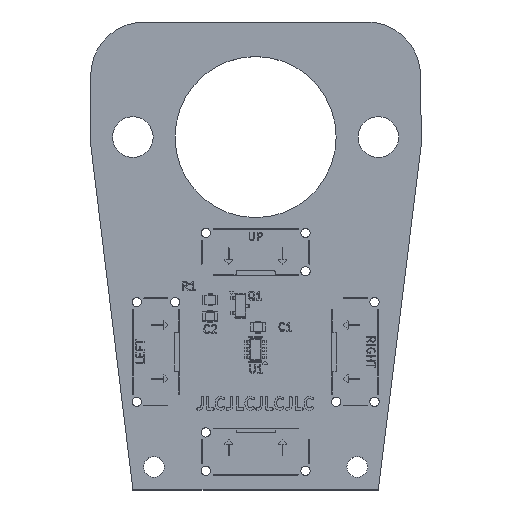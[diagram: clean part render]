
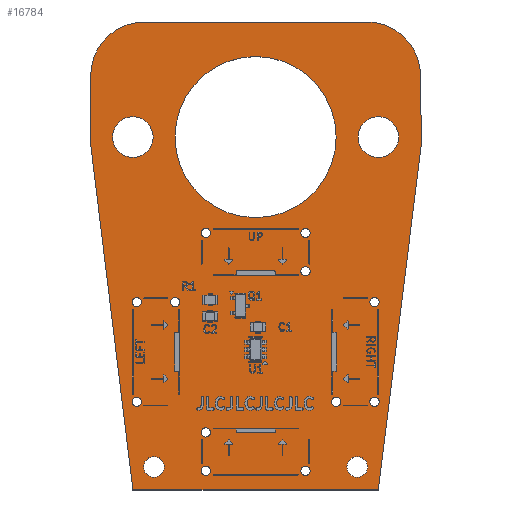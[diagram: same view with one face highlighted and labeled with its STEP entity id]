
A CAD part, top view. The second image highlights one B-rep face of the part: STEP entity #16784.
In plain terms, the highlighted planar face has unit normal (0, 0, 1).
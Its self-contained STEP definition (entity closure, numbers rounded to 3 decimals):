
#16450 = VERTEX_POINT('',#16451);
#16451 = CARTESIAN_POINT('',(114.5,-35.,1.51));
#16457 = EDGE_CURVE('',#16450,#16458,#16460,.T.);
#16458 = VERTEX_POINT('',#16459);
#16459 = CARTESIAN_POINT('',(121.5,-42.,1.51));
#16460 = CIRCLE('',#16461,7.);
#16461 = AXIS2_PLACEMENT_3D('',#16462,#16463,#16464);
#16462 = CARTESIAN_POINT('',(114.5,-42.,1.51));
#16463 = DIRECTION('',(0.,0.,-1.));
#16464 = DIRECTION('',(0.,1.,0.));
#16492 = VERTEX_POINT('',#16493);
#16493 = CARTESIAN_POINT('',(85.5,-35.,1.51));
#16499 = EDGE_CURVE('',#16492,#16450,#16500,.T.);
#16500 = LINE('',#16501,#16502);
#16501 = CARTESIAN_POINT('',(85.5,-35.,1.51));
#16502 = VECTOR('',#16503,1.);
#16503 = DIRECTION('',(1.,0.,0.));
#16521 = EDGE_CURVE('',#16458,#16522,#16524,.T.);
#16522 = VERTEX_POINT('',#16523);
#16523 = CARTESIAN_POINT('',(121.602,-50.999,1.51));
#16524 = LINE('',#16525,#16526);
#16525 = CARTESIAN_POINT('',(121.5,-42.,1.51));
#16526 = VECTOR('',#16527,1.);
#16527 = DIRECTION('',(0.011,-1.,0.));
#16784 = ADVANCED_FACE('',(#16785,#16829,#16840,#16851,#16862,#16873,
    #16884,#16895,#16906,#16917,#16928,#16939,#16950,#16961,#16972,
    #16983,#16994,#17005),#17016,.T.);
#16785 = FACE_BOUND('',#16786,.T.);
#16786 = EDGE_LOOP('',(#16787,#16788,#16789,#16798,#16806,#16814,#16822,
    #16828));
#16787 = ORIENTED_EDGE('',*,*,#16457,.F.);
#16788 = ORIENTED_EDGE('',*,*,#16499,.F.);
#16789 = ORIENTED_EDGE('',*,*,#16790,.F.);
#16790 = EDGE_CURVE('',#16791,#16492,#16793,.T.);
#16791 = VERTEX_POINT('',#16792);
#16792 = CARTESIAN_POINT('',(78.5,-42.,1.51));
#16793 = CIRCLE('',#16794,7.);
#16794 = AXIS2_PLACEMENT_3D('',#16795,#16796,#16797);
#16795 = CARTESIAN_POINT('',(85.5,-42.,1.51));
#16796 = DIRECTION('',(0.,0.,-1.));
#16797 = DIRECTION('',(-1.,0.,0.));
#16798 = ORIENTED_EDGE('',*,*,#16799,.F.);
#16799 = EDGE_CURVE('',#16800,#16791,#16802,.T.);
#16800 = VERTEX_POINT('',#16801);
#16801 = CARTESIAN_POINT('',(78.5,-51.,1.51));
#16802 = LINE('',#16803,#16804);
#16803 = CARTESIAN_POINT('',(78.5,-51.,1.51));
#16804 = VECTOR('',#16805,1.);
#16805 = DIRECTION('',(0.,1.,0.));
#16806 = ORIENTED_EDGE('',*,*,#16807,.F.);
#16807 = EDGE_CURVE('',#16808,#16800,#16810,.T.);
#16808 = VERTEX_POINT('',#16809);
#16809 = CARTESIAN_POINT('',(84.,-96.,1.51));
#16810 = LINE('',#16811,#16812);
#16811 = CARTESIAN_POINT('',(84.,-96.,1.51));
#16812 = VECTOR('',#16813,1.);
#16813 = DIRECTION('',(-0.121,0.993,0.));
#16814 = ORIENTED_EDGE('',*,*,#16815,.F.);
#16815 = EDGE_CURVE('',#16816,#16808,#16818,.T.);
#16816 = VERTEX_POINT('',#16817);
#16817 = CARTESIAN_POINT('',(116.,-96.,1.51));
#16818 = LINE('',#16819,#16820);
#16819 = CARTESIAN_POINT('',(116.,-96.,1.51));
#16820 = VECTOR('',#16821,1.);
#16821 = DIRECTION('',(-1.,0.,0.));
#16822 = ORIENTED_EDGE('',*,*,#16823,.F.);
#16823 = EDGE_CURVE('',#16522,#16816,#16824,.T.);
#16824 = LINE('',#16825,#16826);
#16825 = CARTESIAN_POINT('',(121.602,-50.999,1.51));
#16826 = VECTOR('',#16827,1.);
#16827 = DIRECTION('',(-0.124,-0.992,0.));
#16828 = ORIENTED_EDGE('',*,*,#16521,.F.);
#16829 = FACE_BOUND('',#16830,.T.);
#16830 = EDGE_LOOP('',(#16831));
#16831 = ORIENTED_EDGE('',*,*,#16832,.T.);
#16832 = EDGE_CURVE('',#16833,#16833,#16835,.T.);
#16833 = VERTEX_POINT('',#16834);
#16834 = CARTESIAN_POINT('',(86.75,-94.35,1.51));
#16835 = CIRCLE('',#16836,1.35);
#16836 = AXIS2_PLACEMENT_3D('',#16837,#16838,#16839);
#16837 = CARTESIAN_POINT('',(86.75,-93.,1.51));
#16838 = DIRECTION('',(-0.,0.,-1.));
#16839 = DIRECTION('',(-0.,-1.,0.));
#16840 = FACE_BOUND('',#16841,.T.);
#16841 = EDGE_LOOP('',(#16842));
#16842 = ORIENTED_EDGE('',*,*,#16843,.T.);
#16843 = EDGE_CURVE('',#16844,#16844,#16846,.T.);
#16844 = VERTEX_POINT('',#16845);
#16845 = CARTESIAN_POINT('',(84.5,-85.1,1.51));
#16846 = CIRCLE('',#16847,0.6);
#16847 = AXIS2_PLACEMENT_3D('',#16848,#16849,#16850);
#16848 = CARTESIAN_POINT('',(84.5,-84.5,1.51));
#16849 = DIRECTION('',(-0.,0.,-1.));
#16850 = DIRECTION('',(-0.,-1.,0.));
#16851 = FACE_BOUND('',#16852,.T.);
#16852 = EDGE_LOOP('',(#16853));
#16853 = ORIENTED_EDGE('',*,*,#16854,.T.);
#16854 = EDGE_CURVE('',#16855,#16855,#16857,.T.);
#16855 = VERTEX_POINT('',#16856);
#16856 = CARTESIAN_POINT('',(93.5,-94.1,1.51));
#16857 = CIRCLE('',#16858,0.6);
#16858 = AXIS2_PLACEMENT_3D('',#16859,#16860,#16861);
#16859 = CARTESIAN_POINT('',(93.5,-93.5,1.51));
#16860 = DIRECTION('',(-0.,0.,-1.));
#16861 = DIRECTION('',(-0.,-1.,0.));
#16862 = FACE_BOUND('',#16863,.T.);
#16863 = EDGE_LOOP('',(#16864));
#16864 = ORIENTED_EDGE('',*,*,#16865,.T.);
#16865 = EDGE_CURVE('',#16866,#16866,#16868,.T.);
#16866 = VERTEX_POINT('',#16867);
#16867 = CARTESIAN_POINT('',(93.5,-89.1,1.51));
#16868 = CIRCLE('',#16869,0.6);
#16869 = AXIS2_PLACEMENT_3D('',#16870,#16871,#16872);
#16870 = CARTESIAN_POINT('',(93.5,-88.5,1.51));
#16871 = DIRECTION('',(-0.,0.,-1.));
#16872 = DIRECTION('',(-0.,-1.,0.));
#16873 = FACE_BOUND('',#16874,.T.);
#16874 = EDGE_LOOP('',(#16875));
#16875 = ORIENTED_EDGE('',*,*,#16876,.T.);
#16876 = EDGE_CURVE('',#16877,#16877,#16879,.T.);
#16877 = VERTEX_POINT('',#16878);
#16878 = CARTESIAN_POINT('',(84.5,-72.1,1.51));
#16879 = CIRCLE('',#16880,0.6);
#16880 = AXIS2_PLACEMENT_3D('',#16881,#16882,#16883);
#16881 = CARTESIAN_POINT('',(84.5,-71.5,1.51));
#16882 = DIRECTION('',(-0.,0.,-1.));
#16883 = DIRECTION('',(-0.,-1.,0.));
#16884 = FACE_BOUND('',#16885,.T.);
#16885 = EDGE_LOOP('',(#16886));
#16886 = ORIENTED_EDGE('',*,*,#16887,.T.);
#16887 = EDGE_CURVE('',#16888,#16888,#16890,.T.);
#16888 = VERTEX_POINT('',#16889);
#16889 = CARTESIAN_POINT('',(89.5,-72.1,1.51));
#16890 = CIRCLE('',#16891,0.6);
#16891 = AXIS2_PLACEMENT_3D('',#16892,#16893,#16894);
#16892 = CARTESIAN_POINT('',(89.5,-71.5,1.51));
#16893 = DIRECTION('',(-0.,0.,-1.));
#16894 = DIRECTION('',(-0.,-1.,0.));
#16895 = FACE_BOUND('',#16896,.T.);
#16896 = EDGE_LOOP('',(#16897));
#16897 = ORIENTED_EDGE('',*,*,#16898,.T.);
#16898 = EDGE_CURVE('',#16899,#16899,#16901,.T.);
#16899 = VERTEX_POINT('',#16900);
#16900 = CARTESIAN_POINT('',(106.5,-94.1,1.51));
#16901 = CIRCLE('',#16902,0.6);
#16902 = AXIS2_PLACEMENT_3D('',#16903,#16904,#16905);
#16903 = CARTESIAN_POINT('',(106.5,-93.5,1.51));
#16904 = DIRECTION('',(-0.,0.,-1.));
#16905 = DIRECTION('',(-0.,-1.,0.));
#16906 = FACE_BOUND('',#16907,.T.);
#16907 = EDGE_LOOP('',(#16908));
#16908 = ORIENTED_EDGE('',*,*,#16909,.T.);
#16909 = EDGE_CURVE('',#16910,#16910,#16912,.T.);
#16910 = VERTEX_POINT('',#16911);
#16911 = CARTESIAN_POINT('',(113.25,-94.35,1.51));
#16912 = CIRCLE('',#16913,1.35);
#16913 = AXIS2_PLACEMENT_3D('',#16914,#16915,#16916);
#16914 = CARTESIAN_POINT('',(113.25,-93.,1.51));
#16915 = DIRECTION('',(-0.,0.,-1.));
#16916 = DIRECTION('',(-0.,-1.,0.));
#16917 = FACE_BOUND('',#16918,.T.);
#16918 = EDGE_LOOP('',(#16919));
#16919 = ORIENTED_EDGE('',*,*,#16920,.T.);
#16920 = EDGE_CURVE('',#16921,#16921,#16923,.T.);
#16921 = VERTEX_POINT('',#16922);
#16922 = CARTESIAN_POINT('',(110.5,-85.1,1.51));
#16923 = CIRCLE('',#16924,0.6);
#16924 = AXIS2_PLACEMENT_3D('',#16925,#16926,#16927);
#16925 = CARTESIAN_POINT('',(110.5,-84.5,1.51));
#16926 = DIRECTION('',(-0.,0.,-1.));
#16927 = DIRECTION('',(-0.,-1.,0.));
#16928 = FACE_BOUND('',#16929,.T.);
#16929 = EDGE_LOOP('',(#16930));
#16930 = ORIENTED_EDGE('',*,*,#16931,.T.);
#16931 = EDGE_CURVE('',#16932,#16932,#16934,.T.);
#16932 = VERTEX_POINT('',#16933);
#16933 = CARTESIAN_POINT('',(115.5,-85.1,1.51));
#16934 = CIRCLE('',#16935,0.6);
#16935 = AXIS2_PLACEMENT_3D('',#16936,#16937,#16938);
#16936 = CARTESIAN_POINT('',(115.5,-84.5,1.51));
#16937 = DIRECTION('',(-0.,0.,-1.));
#16938 = DIRECTION('',(-0.,-1.,0.));
#16939 = FACE_BOUND('',#16940,.T.);
#16940 = EDGE_LOOP('',(#16941));
#16941 = ORIENTED_EDGE('',*,*,#16942,.T.);
#16942 = EDGE_CURVE('',#16943,#16943,#16945,.T.);
#16943 = VERTEX_POINT('',#16944);
#16944 = CARTESIAN_POINT('',(106.5,-68.1,1.51));
#16945 = CIRCLE('',#16946,0.6);
#16946 = AXIS2_PLACEMENT_3D('',#16947,#16948,#16949);
#16947 = CARTESIAN_POINT('',(106.5,-67.5,1.51));
#16948 = DIRECTION('',(-0.,0.,-1.));
#16949 = DIRECTION('',(-0.,-1.,0.));
#16950 = FACE_BOUND('',#16951,.T.);
#16951 = EDGE_LOOP('',(#16952));
#16952 = ORIENTED_EDGE('',*,*,#16953,.T.);
#16953 = EDGE_CURVE('',#16954,#16954,#16956,.T.);
#16954 = VERTEX_POINT('',#16955);
#16955 = CARTESIAN_POINT('',(115.5,-72.1,1.51));
#16956 = CIRCLE('',#16957,0.6);
#16957 = AXIS2_PLACEMENT_3D('',#16958,#16959,#16960);
#16958 = CARTESIAN_POINT('',(115.5,-71.5,1.51));
#16959 = DIRECTION('',(-0.,0.,-1.));
#16960 = DIRECTION('',(-0.,-1.,0.));
#16961 = FACE_BOUND('',#16962,.T.);
#16962 = EDGE_LOOP('',(#16963));
#16963 = ORIENTED_EDGE('',*,*,#16964,.T.);
#16964 = EDGE_CURVE('',#16965,#16965,#16967,.T.);
#16965 = VERTEX_POINT('',#16966);
#16966 = CARTESIAN_POINT('',(93.5,-63.1,1.51));
#16967 = CIRCLE('',#16968,0.6);
#16968 = AXIS2_PLACEMENT_3D('',#16969,#16970,#16971);
#16969 = CARTESIAN_POINT('',(93.5,-62.5,1.51));
#16970 = DIRECTION('',(-0.,0.,-1.));
#16971 = DIRECTION('',(-0.,-1.,0.));
#16972 = FACE_BOUND('',#16973,.T.);
#16973 = EDGE_LOOP('',(#16974));
#16974 = ORIENTED_EDGE('',*,*,#16975,.T.);
#16975 = EDGE_CURVE('',#16976,#16976,#16978,.T.);
#16976 = VERTEX_POINT('',#16977);
#16977 = CARTESIAN_POINT('',(84.,-52.65,1.51));
#16978 = CIRCLE('',#16979,2.65);
#16979 = AXIS2_PLACEMENT_3D('',#16980,#16981,#16982);
#16980 = CARTESIAN_POINT('',(84.,-50.,1.51));
#16981 = DIRECTION('',(-0.,0.,-1.));
#16982 = DIRECTION('',(-0.,-1.,0.));
#16983 = FACE_BOUND('',#16984,.T.);
#16984 = EDGE_LOOP('',(#16985));
#16985 = ORIENTED_EDGE('',*,*,#16986,.F.);
#16986 = EDGE_CURVE('',#16987,#16987,#16989,.T.);
#16987 = VERTEX_POINT('',#16988);
#16988 = CARTESIAN_POINT('',(110.5,-50.,1.51));
#16989 = CIRCLE('',#16990,10.5);
#16990 = AXIS2_PLACEMENT_3D('',#16991,#16992,#16993);
#16991 = CARTESIAN_POINT('',(100.,-50.,1.51));
#16992 = DIRECTION('',(0.,0.,1.));
#16993 = DIRECTION('',(1.,0.,-0.));
#16994 = FACE_BOUND('',#16995,.T.);
#16995 = EDGE_LOOP('',(#16996));
#16996 = ORIENTED_EDGE('',*,*,#16997,.T.);
#16997 = EDGE_CURVE('',#16998,#16998,#17000,.T.);
#16998 = VERTEX_POINT('',#16999);
#16999 = CARTESIAN_POINT('',(106.5,-63.1,1.51));
#17000 = CIRCLE('',#17001,0.6);
#17001 = AXIS2_PLACEMENT_3D('',#17002,#17003,#17004);
#17002 = CARTESIAN_POINT('',(106.5,-62.5,1.51));
#17003 = DIRECTION('',(-0.,0.,-1.));
#17004 = DIRECTION('',(-0.,-1.,0.));
#17005 = FACE_BOUND('',#17006,.T.);
#17006 = EDGE_LOOP('',(#17007));
#17007 = ORIENTED_EDGE('',*,*,#17008,.T.);
#17008 = EDGE_CURVE('',#17009,#17009,#17011,.T.);
#17009 = VERTEX_POINT('',#17010);
#17010 = CARTESIAN_POINT('',(116.,-52.65,1.51));
#17011 = CIRCLE('',#17012,2.65);
#17012 = AXIS2_PLACEMENT_3D('',#17013,#17014,#17015);
#17013 = CARTESIAN_POINT('',(116.,-50.,1.51));
#17014 = DIRECTION('',(-0.,0.,-1.));
#17015 = DIRECTION('',(-0.,-1.,0.));
#17016 = PLANE('',#17017);
#17017 = AXIS2_PLACEMENT_3D('',#17018,#17019,#17020);
#17018 = CARTESIAN_POINT('',(0.,0.,1.51));
#17019 = DIRECTION('',(0.,0.,1.));
#17020 = DIRECTION('',(1.,0.,-0.));
